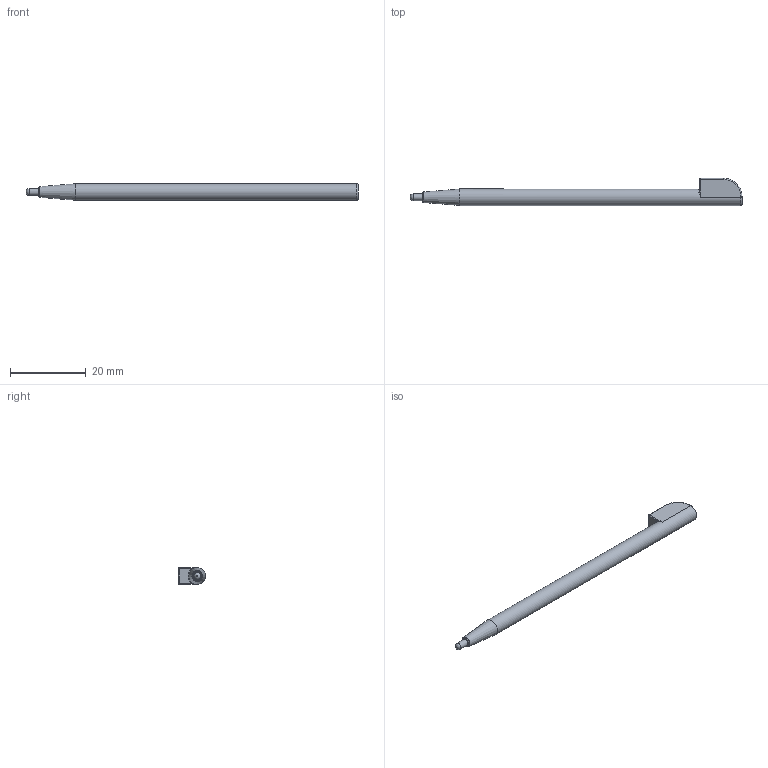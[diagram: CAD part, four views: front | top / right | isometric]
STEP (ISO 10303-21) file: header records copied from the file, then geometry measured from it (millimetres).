
FILE_DESCRIPTION(/* description */ (''),/* implementation_level */ '2;1');
FILE_NAME(/* name */ 'nintendo ds pen.stp',/* time_stamp */ '2015-04-17T09:26:52-04:00',/* author */ ('tcampanella'),/* organization */ (''),/* preprocessor_version */ 'ST-DEVELOPER v15.6',/* originating_system */ 'Autodesk Inventor 2015',/* authorisation */ '');
FILE_SCHEMA (('AUTOMOTIVE_DESIGN { 1 0 10303 214 3 1 1 }'));
Length unit declared in the file: inch
Products named in the file (1): nintendo ds pen
Bounding box: 87.51 x 7.14 x 4.37 mm (x, y, z)
Volume: 1356.3 mm3; surface area: 1253.2 mm2
Topology: 1 solids, 1 shells, 29 faces, 61 edges, 33 vertices
Faces by surface type: cylinder 10, plane 7, torus 6, bspline 3, sphere 2, cone 1
Full cylindrical faces by diameter (mm): 1.786 x1, 4.366 x1
Entity records: 861 total; most frequent: CARTESIAN_POINT 229, DIRECTION 134, ORIENTED_EDGE 108, AXIS2_PLACEMENT_3D 58, EDGE_CURVE 54, EDGE_LOOP 35, VERTEX_POINT 33, CIRCLE 31
